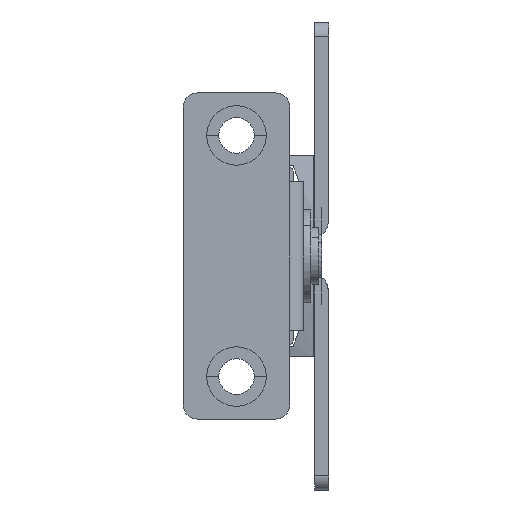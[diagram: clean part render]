
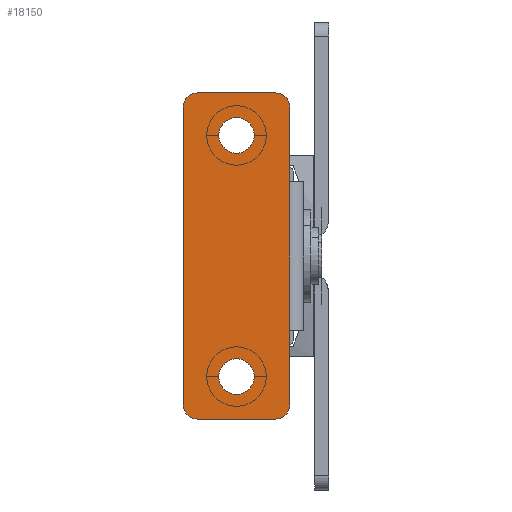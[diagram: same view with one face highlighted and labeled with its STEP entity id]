
A CAD part, left-side view. The second image highlights one B-rep face of the part: STEP entity #18150.
In plain terms, the highlighted face is planar.
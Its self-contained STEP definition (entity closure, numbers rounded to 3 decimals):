
#13 = DIRECTION ( 'NONE',  ( 0., 0., 1. ) ) ;
#416 = CIRCLE ( 'NONE', #3491, 2.5 ) ;
#423 = VERTEX_POINT ( 'NONE', #12147 ) ;
#748 = EDGE_CURVE ( 'NONE', #15418, #21287, #3419, .T. ) ;
#786 = CARTESIAN_POINT ( 'NONE',  ( 23., -17., 15. ) ) ;
#969 = VERTEX_POINT ( 'NONE', #13026 ) ;
#1136 = EDGE_CURVE ( 'NONE', #15418, #21188, #22510, .T. ) ;
#1295 = DIRECTION ( 'NONE',  ( 0., 0., 1. ) ) ;
#1350 = CARTESIAN_POINT ( 'NONE',  ( 21., -17., 17. ) ) ;
#1418 = LINE ( 'NONE', #4910, #1991 ) ;
#1426 = CARTESIAN_POINT ( 'NONE',  ( 10.5, -17., 2. ) ) ;
#1484 = LINE ( 'NONE', #9327, #4320 ) ;
#1929 = FACE_BOUND ( 'NONE', #13268, .T. ) ;
#1982 = ORIENTED_EDGE ( 'NONE', *, *, #18713, .T. ) ;
#1983 = CARTESIAN_POINT ( 'NONE',  ( -17., -17., 7. ) ) ;
#1991 = VECTOR ( 'NONE', #12369, 1000. ) ;
#2010 = DIRECTION ( 'NONE',  ( 1., 0., 0. ) ) ;
#2087 = ORIENTED_EDGE ( 'NONE', *, *, #16515, .T. ) ;
#2137 = AXIS2_PLACEMENT_3D ( 'NONE', #20203, #12778, #13 ) ;
#2604 = CIRCLE ( 'NONE', #14980, 2. ) ;
#2737 = DIRECTION ( 'NONE',  ( 0., 0., 1. ) ) ;
#2838 = VECTOR ( 'NONE', #5057, 1000. ) ;
#2916 = VERTEX_POINT ( 'NONE', #11504 ) ;
#3419 = LINE ( 'NONE', #21652, #2838 ) ;
#3491 = AXIS2_PLACEMENT_3D ( 'NONE', #8825, #16095, #19826 ) ;
#3644 = FACE_BOUND ( 'NONE', #11142, .T. ) ;
#3851 = ORIENTED_EDGE ( 'NONE', *, *, #5148, .F. ) ;
#4320 = VECTOR ( 'NONE', #2010, 1000. ) ;
#4634 = CARTESIAN_POINT ( 'NONE',  ( 23., -17., 4. ) ) ;
#4910 = CARTESIAN_POINT ( 'NONE',  ( -10.5, -17., 2. ) ) ;
#5010 = VECTOR ( 'NONE', #19506, 1000. ) ;
#5057 = DIRECTION ( 'NONE',  ( 0., 0., -1. ) ) ;
#5148 = EDGE_CURVE ( 'NONE', #6679, #21188, #17466, .T. ) ;
#5218 = CARTESIAN_POINT ( 'NONE',  ( -17., -17., 12. ) ) ;
#5865 = CARTESIAN_POINT ( 'NONE',  ( -23., -17., 2. ) ) ;
#5914 = CARTESIAN_POINT ( 'NONE',  ( -21., -17., 2. ) ) ;
#6453 = CARTESIAN_POINT ( 'NONE',  ( -23., -17., 17. ) ) ;
#6679 = VERTEX_POINT ( 'NONE', #19303 ) ;
#7100 = VECTOR ( 'NONE', #17443, 1000. ) ;
#7182 = VECTOR ( 'NONE', #22540, 1000. ) ;
#7219 = EDGE_LOOP ( 'NONE', ( #8074, #21056, #11256, #19359, #15863, #13985, #3851, #9006, #23048, #2087 ) ) ;
#7504 = VERTEX_POINT ( 'NONE', #5914 ) ;
#7518 = AXIS2_PLACEMENT_3D ( 'NONE', #22896, #13353, #19232 ) ;
#8053 = ORIENTED_EDGE ( 'NONE', *, *, #19371, .T. ) ;
#8074 = ORIENTED_EDGE ( 'NONE', *, *, #13496, .T. ) ;
#8636 = EDGE_CURVE ( 'NONE', #10279, #2916, #12094, .T. ) ;
#8825 = CARTESIAN_POINT ( 'NONE',  ( -17., -17., 9.5 ) ) ;
#9006 = ORIENTED_EDGE ( 'NONE', *, *, #22250, .T. ) ;
#9327 = CARTESIAN_POINT ( 'NONE',  ( -23., -17., 2. ) ) ;
#9348 = AXIS2_PLACEMENT_3D ( 'NONE', #23711, #21850, #10756 ) ;
#9380 = CIRCLE ( 'NONE', #11058, 2.5 ) ;
#9614 = CARTESIAN_POINT ( 'NONE',  ( -21., -17., 4. ) ) ;
#9917 = ORIENTED_EDGE ( 'NONE', *, *, #19766, .T. ) ;
#10279 = VERTEX_POINT ( 'NONE', #1426 ) ;
#10756 = DIRECTION ( 'NONE',  ( 0., 0., 1. ) ) ;
#11058 = AXIS2_PLACEMENT_3D ( 'NONE', #12342, #19457, #1295 ) ;
#11142 = EDGE_LOOP ( 'NONE', ( #9917, #8053 ) ) ;
#11256 = ORIENTED_EDGE ( 'NONE', *, *, #8636, .T. ) ;
#11504 = CARTESIAN_POINT ( 'NONE',  ( 21., -17., 2. ) ) ;
#11575 = DIRECTION ( 'NONE',  ( 0., 0., 1. ) ) ;
#11734 = AXIS2_PLACEMENT_3D ( 'NONE', #19212, #13707, #2737 ) ;
#11865 = CARTESIAN_POINT ( 'NONE',  ( -10.5, -17., 2. ) ) ;
#12094 = LINE ( 'NONE', #5865, #7182 ) ;
#12147 = CARTESIAN_POINT ( 'NONE',  ( -23., -17., 4. ) ) ;
#12342 = CARTESIAN_POINT ( 'NONE',  ( 17., -17., 9.5 ) ) ;
#12369 = DIRECTION ( 'NONE',  ( 1., 0., 0. ) ) ;
#12406 = VERTEX_POINT ( 'NONE', #22672 ) ;
#12778 = DIRECTION ( 'NONE',  ( 0., 1., 0. ) ) ;
#13026 = CARTESIAN_POINT ( 'NONE',  ( -23., -17., 15. ) ) ;
#13039 = VERTEX_POINT ( 'NONE', #11865 ) ;
#13208 = CARTESIAN_POINT ( 'NONE',  ( -21., -17., 15. ) ) ;
#13268 = EDGE_LOOP ( 'NONE', ( #21947, #1982 ) ) ;
#13311 = VERTEX_POINT ( 'NONE', #5218 ) ;
#13353 = DIRECTION ( 'NONE',  ( 0., 1., 0. ) ) ;
#13496 = EDGE_CURVE ( 'NONE', #7504, #13039, #1484, .T. ) ;
#13707 = DIRECTION ( 'NONE',  ( 0., -1., 0. ) ) ;
#13911 = CARTESIAN_POINT ( 'NONE',  ( -23., -17., 17. ) ) ;
#13985 = ORIENTED_EDGE ( 'NONE', *, *, #1136, .T. ) ;
#14192 = DIRECTION ( 'NONE',  ( 0., 0., 1. ) ) ;
#14309 = PLANE ( 'NONE',  #9348 ) ;
#14489 = EDGE_CURVE ( 'NONE', #13039, #10279, #1418, .T. ) ;
#14980 = AXIS2_PLACEMENT_3D ( 'NONE', #13208, #16900, #11575 ) ;
#15418 = VERTEX_POINT ( 'NONE', #786 ) ;
#15863 = ORIENTED_EDGE ( 'NONE', *, *, #748, .F. ) ;
#16095 = DIRECTION ( 'NONE',  ( 0., 1., 0. ) ) ;
#16515 = EDGE_CURVE ( 'NONE', #423, #7504, #20984, .T. ) ;
#16661 = EDGE_CURVE ( 'NONE', #969, #423, #22453, .T. ) ;
#16900 = DIRECTION ( 'NONE',  ( 0., -1., 0. ) ) ;
#17236 = CARTESIAN_POINT ( 'NONE',  ( 17., -17., 12. ) ) ;
#17443 = DIRECTION ( 'NONE',  ( 0., 0., -1. ) ) ;
#17466 = LINE ( 'NONE', #13911, #5010 ) ;
#18150 = ADVANCED_FACE ( 'NONE', ( #3644, #1929, #20988 ), #14309, .F. ) ;
#18596 = CIRCLE ( 'NONE', #7518, 2.5 ) ;
#18629 = AXIS2_PLACEMENT_3D ( 'NONE', #9614, #22652, #20851 ) ;
#18713 = EDGE_CURVE ( 'NONE', #12406, #19116, #9380, .T. ) ;
#19116 = VERTEX_POINT ( 'NONE', #17236 ) ;
#19212 = CARTESIAN_POINT ( 'NONE',  ( 21., -17., 15. ) ) ;
#19232 = DIRECTION ( 'NONE',  ( 0., 0., 1. ) ) ;
#19303 = CARTESIAN_POINT ( 'NONE',  ( -21., -17., 17. ) ) ;
#19359 = ORIENTED_EDGE ( 'NONE', *, *, #20675, .T. ) ;
#19371 = EDGE_CURVE ( 'NONE', #19691, #13311, #416, .T. ) ;
#19457 = DIRECTION ( 'NONE',  ( 0., 1., 0. ) ) ;
#19506 = DIRECTION ( 'NONE',  ( 1., 0., 0. ) ) ;
#19691 = VERTEX_POINT ( 'NONE', #1983 ) ;
#19766 = EDGE_CURVE ( 'NONE', #13311, #19691, #18596, .T. ) ;
#19776 = CARTESIAN_POINT ( 'NONE',  ( 21., -17., 4. ) ) ;
#19826 = DIRECTION ( 'NONE',  ( 0., 0., 1. ) ) ;
#20203 = CARTESIAN_POINT ( 'NONE',  ( 17., -17., 9.5 ) ) ;
#20204 = EDGE_CURVE ( 'NONE', #19116, #12406, #23195, .T. ) ;
#20675 = EDGE_CURVE ( 'NONE', #2916, #21287, #23769, .T. ) ;
#20851 = DIRECTION ( 'NONE',  ( 0., 0., 1. ) ) ;
#20984 = CIRCLE ( 'NONE', #18629, 2. ) ;
#20988 = FACE_OUTER_BOUND ( 'NONE', #7219, .T. ) ;
#21056 = ORIENTED_EDGE ( 'NONE', *, *, #14489, .T. ) ;
#21188 = VERTEX_POINT ( 'NONE', #1350 ) ;
#21287 = VERTEX_POINT ( 'NONE', #4634 ) ;
#21650 = DIRECTION ( 'NONE',  ( 0., -1., 0. ) ) ;
#21652 = CARTESIAN_POINT ( 'NONE',  ( 23., -17., 17. ) ) ;
#21850 = DIRECTION ( 'NONE',  ( 0., 1., 0. ) ) ;
#21947 = ORIENTED_EDGE ( 'NONE', *, *, #20204, .T. ) ;
#22250 = EDGE_CURVE ( 'NONE', #6679, #969, #2604, .T. ) ;
#22453 = LINE ( 'NONE', #6453, #7100 ) ;
#22510 = CIRCLE ( 'NONE', #11734, 2. ) ;
#22540 = DIRECTION ( 'NONE',  ( 1., 0., 0. ) ) ;
#22652 = DIRECTION ( 'NONE',  ( 0., -1., 0. ) ) ;
#22672 = CARTESIAN_POINT ( 'NONE',  ( 17., -17., 7. ) ) ;
#22896 = CARTESIAN_POINT ( 'NONE',  ( -17., -17., 9.5 ) ) ;
#23048 = ORIENTED_EDGE ( 'NONE', *, *, #16661, .T. ) ;
#23166 = AXIS2_PLACEMENT_3D ( 'NONE', #19776, #21650, #14192 ) ;
#23195 = CIRCLE ( 'NONE', #2137, 2.5 ) ;
#23711 = CARTESIAN_POINT ( 'NONE',  ( -10.5, -17., 2. ) ) ;
#23769 = CIRCLE ( 'NONE', #23166, 2. ) ;
